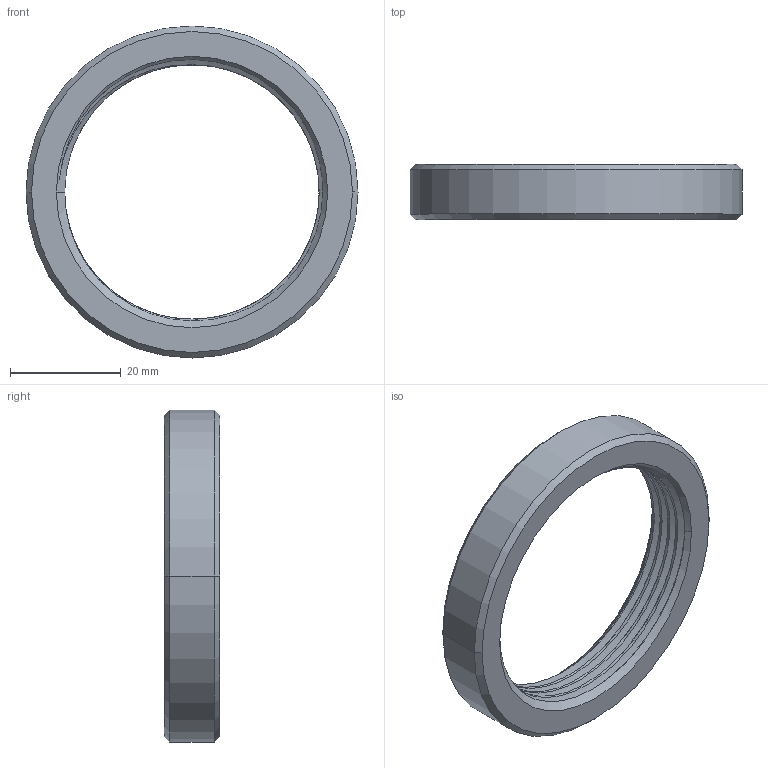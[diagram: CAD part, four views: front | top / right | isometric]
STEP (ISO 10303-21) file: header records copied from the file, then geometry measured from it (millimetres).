
FILE_DESCRIPTION((''),'2;1');
FILE_NAME('234880_ASM','2024-01-24T08:30:32',('banengservice'),('BANNER ENGINEERING'),'CREO PARAMETRIC BY PTC INC, 2022414','CREO PARAMETRIC BY PTC INC, 2022414','');
FILE_SCHEMA(('CONFIG_CONTROL_DESIGN'));
Length unit declared in the file: millimetre
Products named in the file (2): 234880; 234880_ASM
Assembly tree (1 placements, depth 2):
  234880_ASM
    234880
Bounding box: 60 x 10 x 60 mm (x, y, z)
Volume: 10566.6 mm3; surface area: 5932.7 mm2
Topology: 1 solids, 1 shells, 25 faces, 62 edges, 39 vertices
Faces by surface type: cylinder 9, cone 8, bspline 6, plane 2
Entity records: 2415 total; most frequent: CARTESIAN_POINT 1809, ORIENTED_EDGE 124, DIRECTION 95, EDGE_CURVE 62, VERTEX_POINT 39, AXIS2_PLACEMENT_3D 38, EDGE_LOOP 27, B_SPLINE_CURVE_WITH_KNOTS 27
